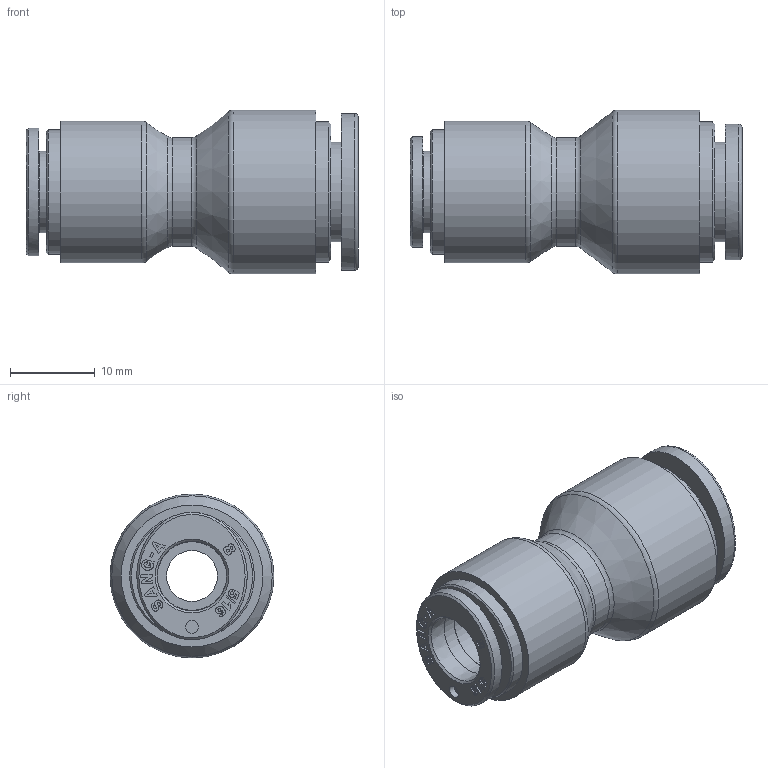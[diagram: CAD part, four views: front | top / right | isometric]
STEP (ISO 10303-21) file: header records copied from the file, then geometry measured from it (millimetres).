
FILE_DESCRIPTION((''),'2;1');
FILE_NAME('CR-PG 1008.stp','2020-11-11T08:33:31',('Administrator'),(''),'Autodesk Inventor 2013','Autodesk Inventor 2013','');
FILE_SCHEMA(('CONFIG_CONTROL_DESIGN'));
Length unit declared in the file: millimetre
Products named in the file (4): 조립품9; CR-PG 1008 BODY; CR-SLEEVE 08; CR-SLEEVE 10
Assembly tree (3 placements, depth 2):
  조립품9
    CR-PG 1008 BODY
    CR-SLEEVE 08
    CR-SLEEVE 10
Bounding box: 39.1 x 19.3 x 19.3 mm (x, y, z)
Volume: 5823.7 mm3; surface area: 4557.8 mm2
Topology: 3 solids, 3 shells, 784 faces, 2220 edges, 1477 vertices
Faces by surface type: plane 723, cylinder 25, bspline 23, cone 9, torus 4
Full cylindrical faces by diameter (mm): 1.5 x1, 2 x1, 6 x1, 8.134 x1, 8.2 x1, 9.6 x1, 10.18 x1, 10.2 x1, 11.7 x1, 12.8 x1, 14.7 x1, 16.5 x1, 16.7 x1, 19.3 x1
Entity records: 26239 total; most frequent: CARTESIAN_POINT 5139, ORIENTED_EDGE 4372, DIRECTION 3815, EDGE_CURVE 2186, VECTOR 2079, LINE 2079, VERTEX_POINT 1470, AXIS2_PLACEMENT_3D 868
